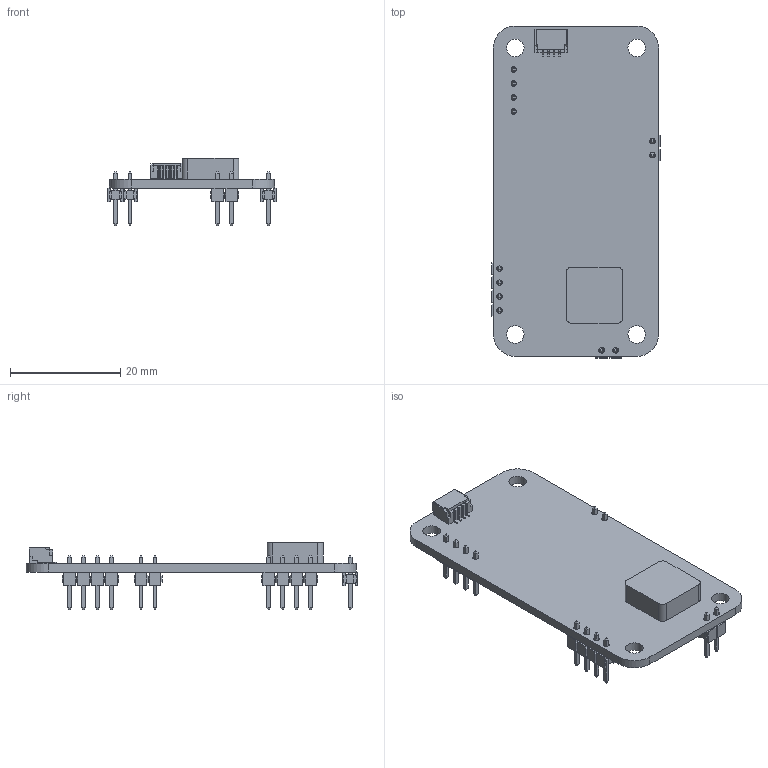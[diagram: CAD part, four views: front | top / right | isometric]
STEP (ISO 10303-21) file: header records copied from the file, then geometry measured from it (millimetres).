
FILE_DESCRIPTION(/* description */ ('STEP AP242','CAx-IF Rec.Pracs.---Representation and Presentation of Product Manufacturing Information (PMI)---4.0---2014-10-13','CAx-IF Rec.Pracs.---3D Tessellated Geometry---0.4---2014-09-14','2;1'),/* implementation_level */ '2;1');
FILE_NAME(/* name */ '685f6fadccedfa2906f51c36',/* time_stamp */ '2025-06-28T04:29:34Z',/* author */ (''),/* organization */ (''),/* preprocessor_version */ 'ST-DEVELOPER v20',/* originating_system */ 'ONSHAPE BY PTC INC, 1.200',/* authorisation */ ' ');
FILE_SCHEMA (('AP242_MANAGED_MODEL_BASED_3D_ENGINEERING_MIM_LF { 1 0 10303 442 1 1 4 }'));
Length unit declared in the file: metre
Products named in the file (13): SVR; xg8s-0231; xg8s-0431; SVR <1>; PCB; Inductor; SM04B-SRSS-TB(LF)(SN)
Assembly tree (14 placements, depth 3):
  SVR
    xg8s-0231  x2
    xg8s-0431  x2
    SVR <1>
      PCB
      Inductor
      SM04B-SRSS-TB(LF)(SN)
      SM04B-SRSS-TB(LF)(SN)
      SM04B-SRSS-TB(LF)(SN)
      SM04B-SRSS-TB(LF)(SN)
      SM04B-SRSS-TB(LF)(SN)
      SM04B-SRSS-TB(LF)(SN)
      SM04B-SRSS-TB(LF)(SN)
Bounding box: 30.58 x 60.29 x 12.2 mm (x, y, z)
Volume: 3414.1 mm3; surface area: 5098.9 mm2
Topology: 13 solids, 13 shells, 841 faces, 2080 edges, 1302 vertices
Faces by surface type: plane 777, cylinder 64
Full cylindrical faces by diameter (mm): 1.016 x12, 3.2 x4
Entity records: 17437 total; most frequent: CARTESIAN_POINT 2846, ORIENTED_EDGE 2776, DIRECTION 2652, EDGE_CURVE 1388, LINE 1260, VECTOR 1260, VERTEX_POINT 890, AXIS2_PLACEMENT_3D 696
